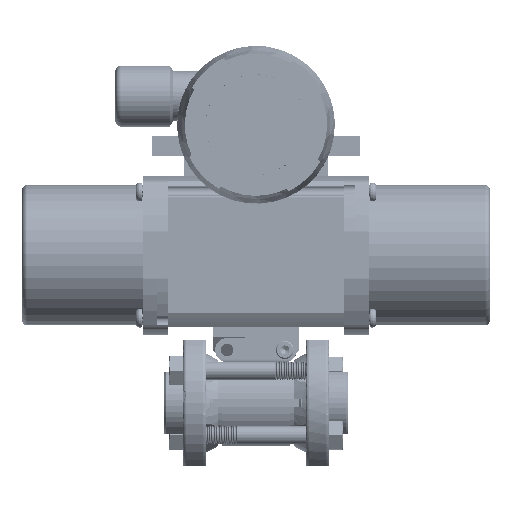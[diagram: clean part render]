
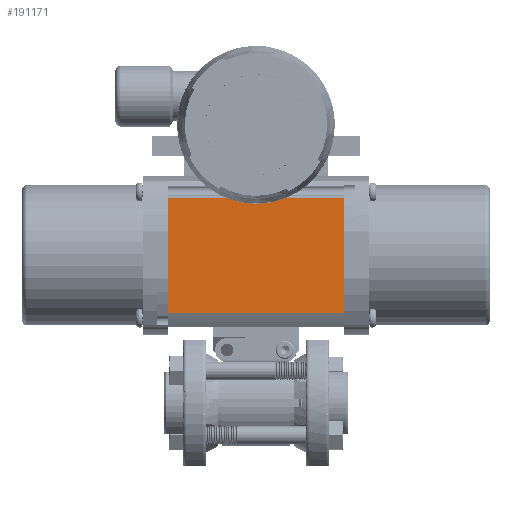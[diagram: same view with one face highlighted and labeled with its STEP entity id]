
A CAD part, top view. The second image highlights one B-rep face of the part: STEP entity #191171.
In plain terms, the highlighted planar face has unit normal (0, 0, 1).
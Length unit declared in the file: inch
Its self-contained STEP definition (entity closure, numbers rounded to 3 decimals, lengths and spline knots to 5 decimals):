
#42 = CARTESIAN_POINT ( 'NONE',  ( -5.04033, 3.56213, 1.17 ) ) ;
#597 = EDGE_CURVE ( 'NONE', #123670, #249314, #90477, .T. ) ;
#11039 = DIRECTION ( 'NONE',  ( 0., -1., 0. ) ) ;
#13455 = VECTOR ( 'NONE', #57638, 39.37008 ) ;
#26235 = VECTOR ( 'NONE', #134895, 39.37008 ) ;
#27298 = CARTESIAN_POINT ( 'NONE',  ( 1.5275, 3.56213, 1.17 ) ) ;
#30987 = CARTESIAN_POINT ( 'NONE',  ( 1.5275, 1.56787, 1.17 ) ) ;
#37382 = CARTESIAN_POINT ( 'NONE',  ( -1.5275, 3.5694, 1.17 ) ) ;
#49300 = CARTESIAN_POINT ( 'NONE',  ( -5.04033, 3.5694, 1.17 ) ) ;
#57638 = DIRECTION ( 'NONE',  ( 1., 0., 0. ) ) ;
#59397 = EDGE_CURVE ( 'NONE', #123670, #164067, #217565, .T. ) ;
#63028 = ORIENTED_EDGE ( 'NONE', *, *, #59397, .F. ) ;
#73945 = EDGE_CURVE ( 'NONE', #186184, #249314, #187113, .T. ) ;
#82827 = CARTESIAN_POINT ( 'NONE',  ( -1.5275, 1.56787, 1.17 ) ) ;
#90477 = LINE ( 'NONE', #42, #187522 ) ;
#107336 = EDGE_LOOP ( 'NONE', ( #63028, #120186, #251849, #151375 ) ) ;
#114407 = VECTOR ( 'NONE', #120236, 39.37008 ) ;
#120186 = ORIENTED_EDGE ( 'NONE', *, *, #597, .T. ) ;
#120236 = DIRECTION ( 'NONE',  ( 0., -1., 0. ) ) ;
#123670 = VERTEX_POINT ( 'NONE', #27298 ) ;
#127271 = DIRECTION ( 'NONE',  ( 0., 0., -1. ) ) ;
#134895 = DIRECTION ( 'NONE',  ( 0., 1., 0. ) ) ;
#151375 = ORIENTED_EDGE ( 'NONE', *, *, #240388, .T. ) ;
#159028 = AXIS2_PLACEMENT_3D ( 'NONE', #49300, #127271, #11039 ) ;
#162160 = LINE ( 'NONE', #193232, #13455 ) ;
#164067 = VERTEX_POINT ( 'NONE', #30987 ) ;
#186184 = VERTEX_POINT ( 'NONE', #82827 ) ;
#187113 = LINE ( 'NONE', #37382, #26235 ) ;
#187522 = VECTOR ( 'NONE', #232482, 39.37008 ) ;
#191171 = ADVANCED_FACE ( 'NONE', ( #238823 ), #204374, .F. ) ;
#193232 = CARTESIAN_POINT ( 'NONE',  ( -5.04033, 1.56787, 1.17 ) ) ;
#197408 = CARTESIAN_POINT ( 'NONE',  ( -1.5275, 3.56213, 1.17 ) ) ;
#204374 = PLANE ( 'NONE',  #159028 ) ;
#217565 = LINE ( 'NONE', #236472, #114407 ) ;
#232482 = DIRECTION ( 'NONE',  ( -1., 0., 0. ) ) ;
#236472 = CARTESIAN_POINT ( 'NONE',  ( 1.5275, 3.5694, 1.17 ) ) ;
#238823 = FACE_OUTER_BOUND ( 'NONE', #107336, .T. ) ;
#240388 = EDGE_CURVE ( 'NONE', #186184, #164067, #162160, .T. ) ;
#249314 = VERTEX_POINT ( 'NONE', #197408 ) ;
#251849 = ORIENTED_EDGE ( 'NONE', *, *, #73945, .F. ) ;
